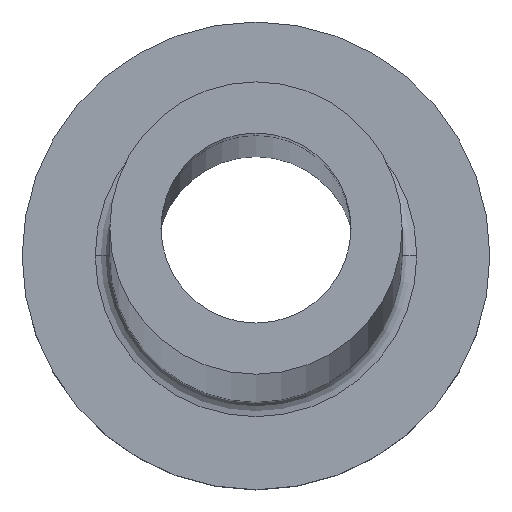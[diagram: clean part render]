
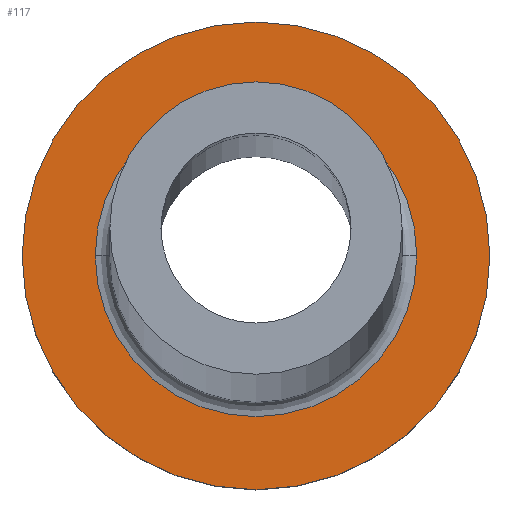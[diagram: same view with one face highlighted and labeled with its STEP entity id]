
A CAD part, top view. The second image highlights one B-rep face of the part: STEP entity #117.
In plain terms, the highlighted planar face has unit normal (0, 0, 1).
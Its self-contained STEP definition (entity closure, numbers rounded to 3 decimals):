
#7 = FACE_BOUND ( 'NONE', #243, .T. ) ;
#15 = DIRECTION ( 'NONE',  ( 0., 0., -1. ) ) ;
#23 = VERTEX_POINT ( 'NONE', #353 ) ;
#42 = DIRECTION ( 'NONE',  ( 0., 0., 1. ) ) ;
#48 = DIRECTION ( 'NONE',  ( 0., 0., -1. ) ) ;
#51 = VERTEX_POINT ( 'NONE', #422 ) ;
#55 = AXIS2_PLACEMENT_3D ( 'NONE', #402, #405, #89 ) ;
#62 = CARTESIAN_POINT ( 'NONE',  ( 0., 0., 5. ) ) ;
#84 = CARTESIAN_POINT ( 'NONE',  ( 8., 0., 5. ) ) ;
#89 = DIRECTION ( 'NONE',  ( 1., 0., 0. ) ) ;
#115 = PLANE ( 'NONE',  #316 ) ;
#117 = ADVANCED_FACE ( 'NONE', ( #7, #429 ), #115, .T. ) ;
#120 = DIRECTION ( 'NONE',  ( 1., 0., 0. ) ) ;
#129 = CARTESIAN_POINT ( 'NONE',  ( 0., 0., 5. ) ) ;
#132 = CARTESIAN_POINT ( 'NONE',  ( 0., 0., 5. ) ) ;
#141 = AXIS2_PLACEMENT_3D ( 'NONE', #132, #15, #120 ) ;
#147 = DIRECTION ( 'NONE',  ( 1., 0., 0. ) ) ;
#172 = ORIENTED_EDGE ( 'NONE', *, *, #427, .T. ) ;
#192 = AXIS2_PLACEMENT_3D ( 'NONE', #62, #244, #147 ) ;
#222 = CIRCLE ( 'NONE', #55, 8. ) ;
#228 = CARTESIAN_POINT ( 'NONE',  ( 0., 0., 5. ) ) ;
#238 = ORIENTED_EDGE ( 'NONE', *, *, #341, .T. ) ;
#243 = EDGE_LOOP ( 'NONE', ( #404, #299 ) ) ;
#244 = DIRECTION ( 'NONE',  ( 0., 0., 1. ) ) ;
#257 = DIRECTION ( 'NONE',  ( 1., 0., 0. ) ) ;
#266 = CIRCLE ( 'NONE', #364, 5.5 ) ;
#277 = VERTEX_POINT ( 'NONE', #297 ) ;
#297 = CARTESIAN_POINT ( 'NONE',  ( 5.5, 0., 5. ) ) ;
#299 = ORIENTED_EDGE ( 'NONE', *, *, #314, .T. ) ;
#314 = EDGE_CURVE ( 'NONE', #23, #277, #329, .T. ) ;
#316 = AXIS2_PLACEMENT_3D ( 'NONE', #228, #42, #257 ) ;
#323 = EDGE_CURVE ( 'NONE', #277, #23, #266, .T. ) ;
#329 = CIRCLE ( 'NONE', #141, 5.5 ) ;
#337 = DIRECTION ( 'NONE',  ( 1., 0., 0. ) ) ;
#341 = EDGE_CURVE ( 'NONE', #51, #359, #222, .T. ) ;
#353 = CARTESIAN_POINT ( 'NONE',  ( -5.5, 0., 5. ) ) ;
#359 = VERTEX_POINT ( 'NONE', #84 ) ;
#364 = AXIS2_PLACEMENT_3D ( 'NONE', #129, #48, #337 ) ;
#369 = EDGE_LOOP ( 'NONE', ( #238, #172 ) ) ;
#370 = CIRCLE ( 'NONE', #192, 8. ) ;
#402 = CARTESIAN_POINT ( 'NONE',  ( 0., 0., 5. ) ) ;
#404 = ORIENTED_EDGE ( 'NONE', *, *, #323, .T. ) ;
#405 = DIRECTION ( 'NONE',  ( 0., 0., 1. ) ) ;
#422 = CARTESIAN_POINT ( 'NONE',  ( -8., 0., 5. ) ) ;
#427 = EDGE_CURVE ( 'NONE', #359, #51, #370, .T. ) ;
#429 = FACE_OUTER_BOUND ( 'NONE', #369, .T. ) ;
